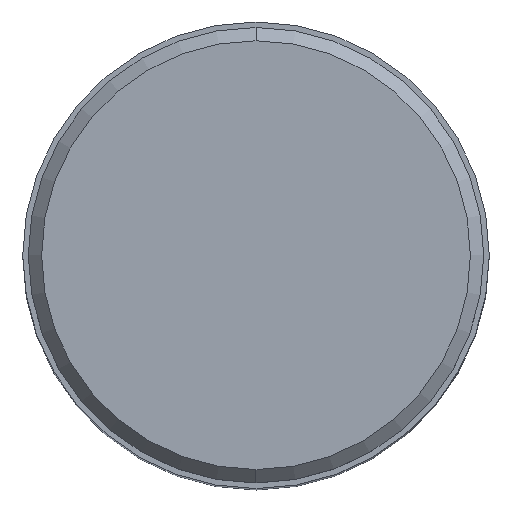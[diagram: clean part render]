
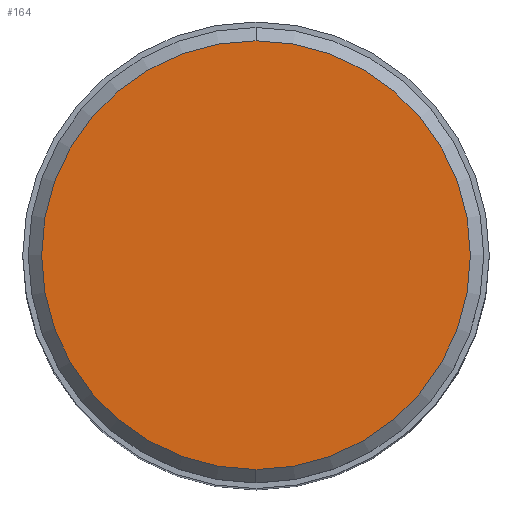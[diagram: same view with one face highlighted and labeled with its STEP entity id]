
A CAD part, top view. The second image highlights one B-rep face of the part: STEP entity #164.
In plain terms, the highlighted planar face has unit normal (0, 0, 1).
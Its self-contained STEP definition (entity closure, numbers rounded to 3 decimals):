
#121=FACE_OUTER_BOUND('',#221,.T.);
#164=ADVANCED_FACE('',(#121),#169,.F.);
#169=PLANE('',#877);
#221=EDGE_LOOP('',(#388,#389));
#388=ORIENTED_EDGE('',*,*,#519,.T.);
#389=ORIENTED_EDGE('',*,*,#517,.T.);
#434=VERTEX_POINT('',#1392);
#435=VERTEX_POINT('',#1394);
#517=EDGE_CURVE('',#435,#434,#581,.T.);
#519=EDGE_CURVE('',#434,#435,#582,.T.);
#581=CIRCLE('',#873,19.3);
#582=CIRCLE('',#875,19.3);
#873=AXIS2_PLACEMENT_3D('',#1393,#1127,#1128);
#875=AXIS2_PLACEMENT_3D('',#1397,#1132,#1133);
#877=AXIS2_PLACEMENT_3D('',#1399,#1136,#1137);
#1127=DIRECTION('',(0.,0.,1.));
#1128=DIRECTION('',(0.,1.,0.));
#1132=DIRECTION('',(0.,0.,1.));
#1133=DIRECTION('',(0.,-1.,0.));
#1136=DIRECTION('',(0.,0.,-1.));
#1137=DIRECTION('',(1.,0.,0.));
#1392=CARTESIAN_POINT('',(0.,-19.3,0.));
#1393=CARTESIAN_POINT('',(0.,0.,0.));
#1394=CARTESIAN_POINT('',(0.,19.3,0.));
#1397=CARTESIAN_POINT('',(0.,0.,0.));
#1399=CARTESIAN_POINT('',(0.,0.,0.));
